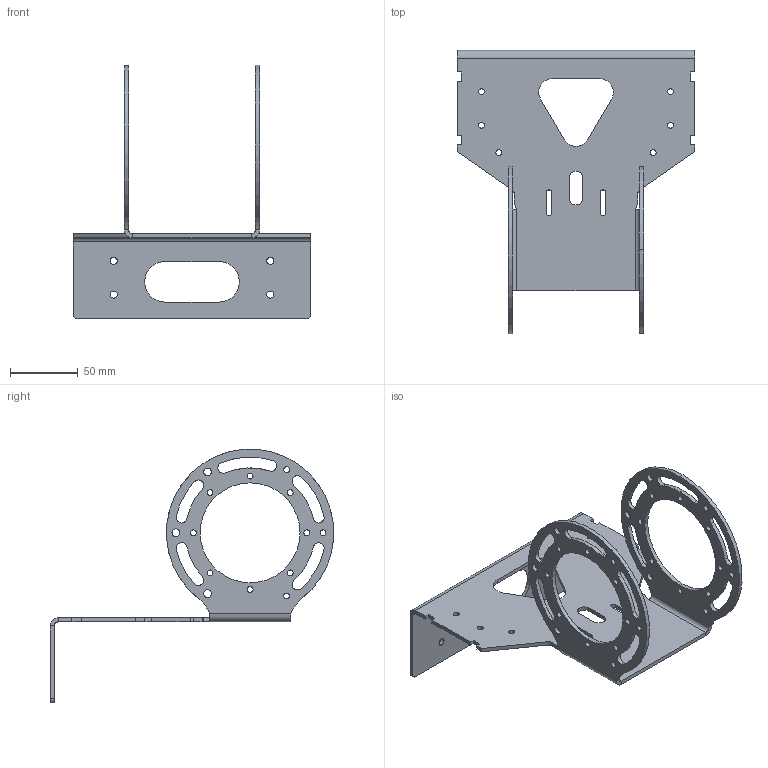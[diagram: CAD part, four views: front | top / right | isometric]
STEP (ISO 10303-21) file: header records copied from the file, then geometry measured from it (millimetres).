
FILE_DESCRIPTION (( 'STEP AP214' ), '1' );
FILE_NAME ('BLKS-SM001-diff_back_plate.STEP', '2025-06-17T11:40:30', ( '' ), ( '' ), 'SwSTEP 2.0', 'SolidWorks 2024', '' );
FILE_SCHEMA (( 'AUTOMOTIVE_DESIGN' ));
Length unit declared in the file: millimetre
Products named in the file (1): BLKS-SM001-diff_back_plate
Bounding box: 176 x 209.91 x 188 mm (x, y, z)
Volume: 127470.9 mm3; surface area: 96256.9 mm2
Topology: 1 solids, 1 shells, 216 faces, 618 edges, 404 vertices
Faces by surface type: cylinder 163, plane 53
Entity records: 7439 total; most frequent: DIRECTION 1378, CARTESIAN_POINT 1239, ORIENTED_EDGE 1236, EDGE_CURVE 618, AXIS2_PLACEMENT_3D 543, VERTEX_POINT 404, CIRCLE 326, EDGE_LOOP 326
